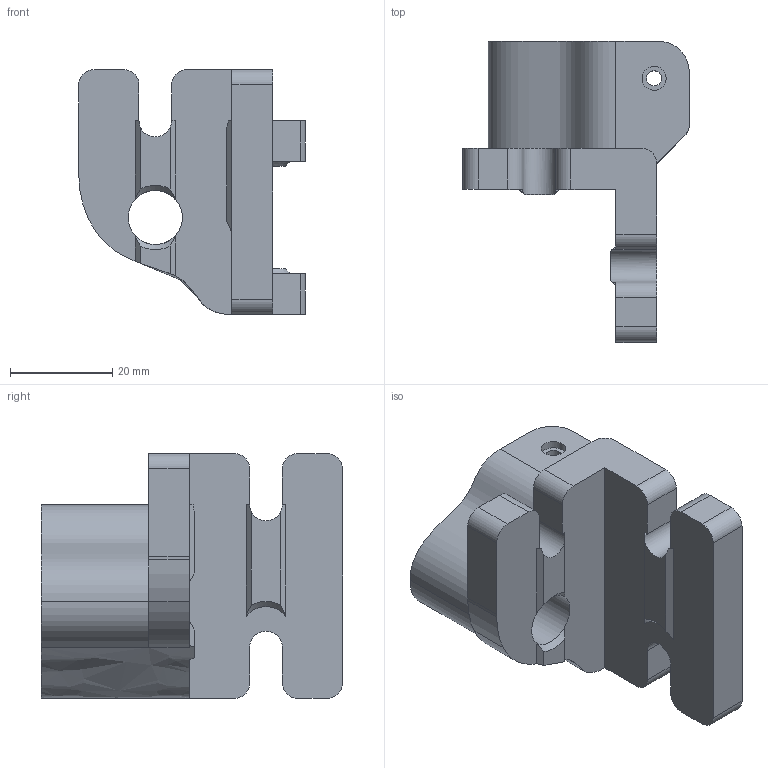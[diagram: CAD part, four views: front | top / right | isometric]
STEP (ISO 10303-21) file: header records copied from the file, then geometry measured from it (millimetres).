
FILE_DESCRIPTION(/* description */ (''),/* implementation_level */ '2;1');
FILE_NAME(/* name */ 'XY Idler Mount Right v11.step',/* time_stamp */ '2020-10-20T11:49:46+02:00',/* author */ (''),/* organization */ (''),/* preprocessor_version */ 'ST-DEVELOPER v18.1',/* originating_system */ 'Autodesk Translation Framework v9.3.0.1241',/* authorisation */ '');
FILE_SCHEMA (('AUTOMOTIVE_DESIGN { 1 0 10303 214 3 1 1 }'));
Length unit declared in the file: millimetre
Products named in the file (2): XY Idler Mount Right; XY Idler Mount Left v2
Assembly tree (1 placements, depth 2):
  XY Idler Mount Right
    XY Idler Mount Left v2
Bounding box: 44.38 x 59 x 48 mm (x, y, z)
Volume: 34842.3 mm3; surface area: 12351.2 mm2
Topology: 1 solids, 1 shells, 82 faces, 222 edges, 145 vertices
Faces by surface type: plane 48, cylinder 23, bspline 6, cone 5
Full cylindrical faces by diameter (mm): 3 x2, 4.7 x2, 10.6 x1
Entity records: 3023 total; most frequent: CARTESIAN_POINT 915, ORIENTED_EDGE 444, DIRECTION 417, EDGE_CURVE 222, VERTEX_POINT 145, AXIS2_PLACEMENT_3D 142, LINE 133, VECTOR 133
